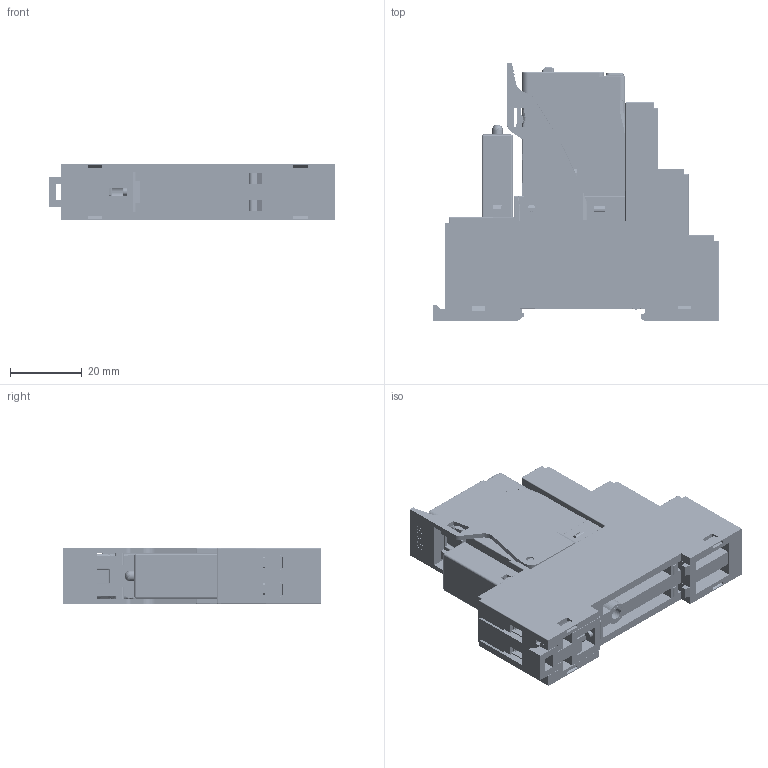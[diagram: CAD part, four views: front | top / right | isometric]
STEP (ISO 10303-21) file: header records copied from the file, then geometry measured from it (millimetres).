
FILE_DESCRIPTION(('STEP AP242'),'1');
FILE_NAME('rxg21bdpv.stp','2021-02-15T02:06:31',('TraceParts'),('TraceParts S.A.'),'Spatial InterOp 3D',' ',' ');
FILE_SCHEMA(('AP242_MANAGED_MODEL_BASED_3D_ENGINEERING_MIM_LF {1 0 10303 442 1 1 4}'));
Length unit declared in the file: millimetre
Products named in the file (1): rxg21bdpv_1
Bounding box: 79.58 x 72.06 x 15.7 mm (x, y, z)
Volume: 29187.7 mm3; surface area: 52962.1 mm2
Topology: 4 solids, 4 shells, 7023 faces, 19281 edges, 12346 vertices
Faces by surface type: plane 4571, cylinder 1156, torus 540, cone 394, extrusion 291, bspline 36, sphere 35
Entity records: 243058 total; most frequent: CARTESIAN_POINT 65241, ORIENTED_EDGE 38458, DIRECTION 34751, EDGE_CURVE 19229, VECTOR 14345, LINE 14054, VERTEX_POINT 12346, AXIS2_PLACEMENT_3D 10203
